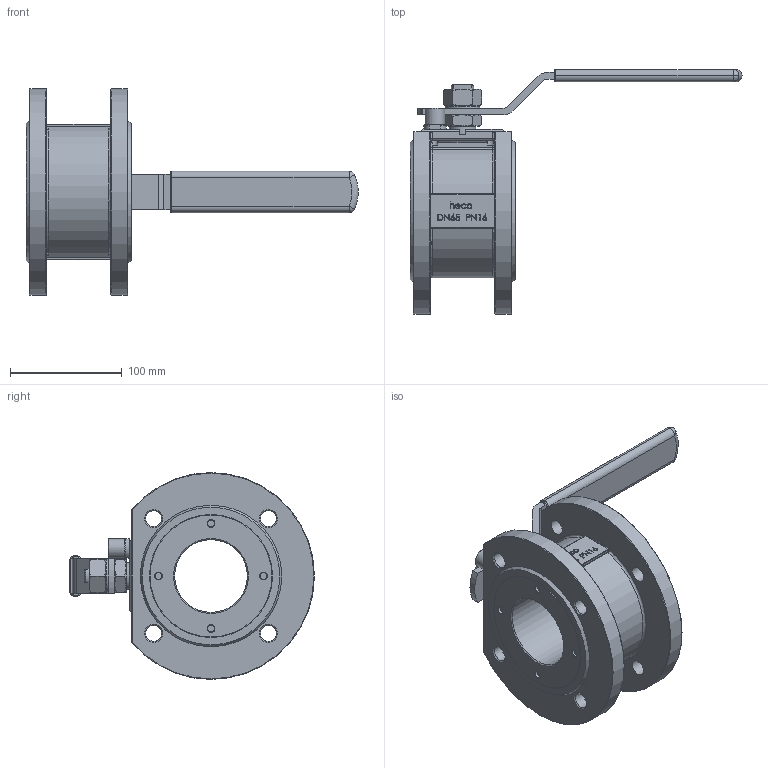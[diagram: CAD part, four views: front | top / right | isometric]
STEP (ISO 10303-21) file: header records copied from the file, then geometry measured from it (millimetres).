
FILE_DESCRIPTION (( 'STEP AP214' ), '1' );
FILE_NAME ('KK-212-000-4 Kugelhahn 1212 step214.STEP', '2012-12-06T12:39:46', ( 'test' ), ( '' ), 'SwSTEP 2.0', 'SolidWorks 2011', '' );
FILE_SCHEMA (( 'AUTOMOTIVE_DESIGN' ));
Length unit declared in the file: millimetre
Products named in the file (1): KK-212-000-4 Kugelhahn 1212 step214
Bounding box: 296.88 x 219 x 185 mm (x, y, z)
Volume: 1317756.4 mm3; surface area: 167577.4 mm2
Topology: 2 solids, 2 shells, 685 faces, 1765 edges, 1133 vertices
Faces by surface type: plane 291, bspline 194, cylinder 99, cone 52, torus 37, sphere 12
Full cylindrical faces by diameter (mm): 6 x4, 6.8 x4, 14 x8, 17.497 x1, 24 x1, 31 x1, 65 x1, 110 x1
Entity records: 38891 total; most frequent: CARTESIAN_POINT 16304, ORIENTED_EDGE 3370, DIRECTION 2491, EDGE_CURVE 1685, VERTEX_POINT 1101, LINE 907, VECTOR 907, EDGE_LOOP 806
